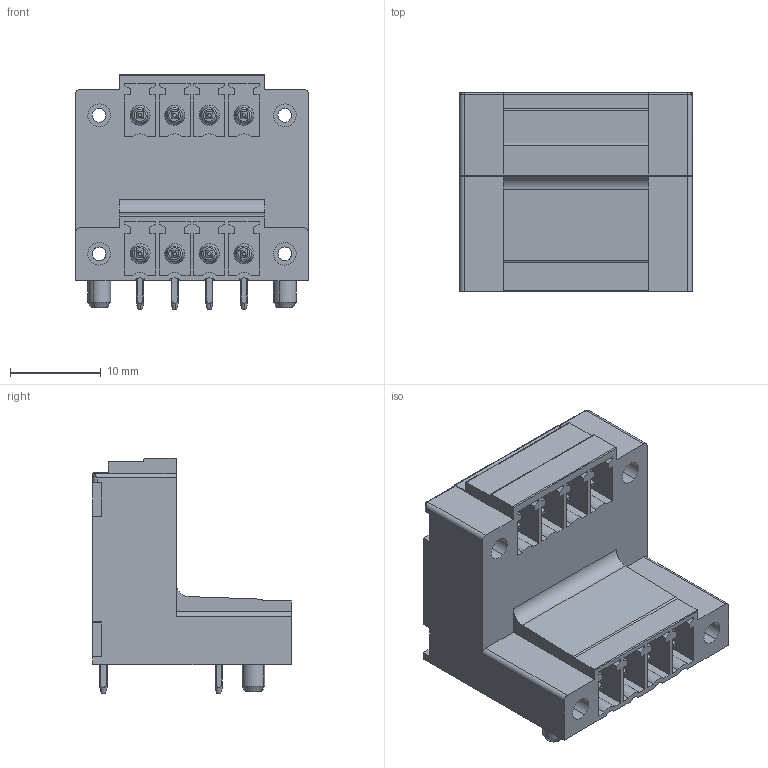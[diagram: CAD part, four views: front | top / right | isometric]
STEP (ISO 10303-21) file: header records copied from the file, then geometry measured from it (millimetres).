
FILE_DESCRIPTION(('CATIA V5 STEP Exchange','CAx-IF Rec.Pracs.--- Model Styling and Organization---1.2---2011-12-15'),'2;1');
FILE_NAME ('D1447250_0', '2018-10-15T06:22:38+00:00', ('none'), ('Weidmueller'), 'CATIA Version 5-6 Release 2014', 'CATIA V5 STEP AP214', 'none');
FILE_SCHEMA(('AUTOMOTIVE_DESIGN { 1 0 10303 214 1 1 1 1 }'));
Length unit declared in the file: millimetre
Products named in the file (1): 1032940000
Bounding box: 25.63 x 21.9 x 25.9 mm (x, y, z)
Volume: 4793.7 mm3; surface area: 6321.6 mm2
Topology: 9 solids, 9 shells, 636 faces, 1736 edges, 1142 vertices
Faces by surface type: plane 387, cylinder 175, cone 48, torus 16, revolution 8, bspline 2
Entity records: 19980 total; most frequent: CARTESIAN_POINT 5363, ORIENTED_EDGE 3468, DIRECTION 2179, EDGE_CURVE 1734, VECTOR 1200, LINE 1200, VERTEX_POINT 1142, EDGE_LOOP 686
